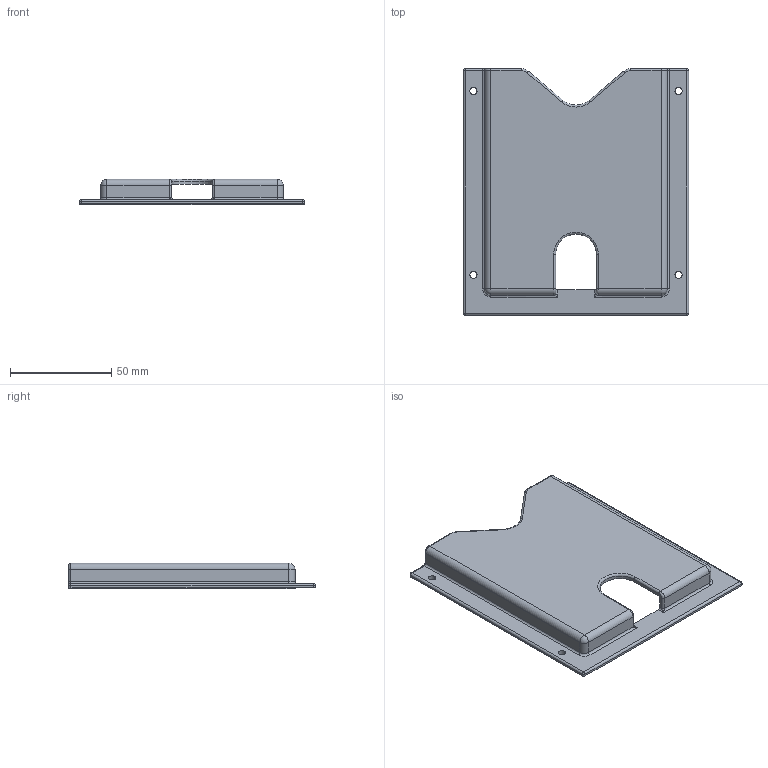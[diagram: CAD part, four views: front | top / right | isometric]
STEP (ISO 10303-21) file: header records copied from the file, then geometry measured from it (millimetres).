
FILE_DESCRIPTION (( 'STEP AP203' ), '1' );
FILE_NAME ('C-26-C-A7.STEP', '2018-04-18T07:40:30', ( '' ), ( '' ), 'SwSTEP 2.0', 'SolidWorks 2014', '' );
FILE_SCHEMA (( 'CONFIG_CONTROL_DESIGN' ));
Length unit declared in the file: millimetre
Products named in the file (1): C-26-C-A7
Bounding box: 111 x 121.5 x 12.5 mm (x, y, z)
Volume: 34894.7 mm3; surface area: 31416 mm2
Topology: 1 solids, 1 shells, 89 faces, 227 edges, 130 vertices
Faces by surface type: cylinder 43, plane 26, torus 12, sphere 6, bspline 2
Entity records: 2774 total; most frequent: CARTESIAN_POINT 533, DIRECTION 485, ORIENTED_EDGE 438, EDGE_CURVE 219, AXIS2_PLACEMENT_3D 182, VERTEX_POINT 130, LINE 121, VECTOR 121
